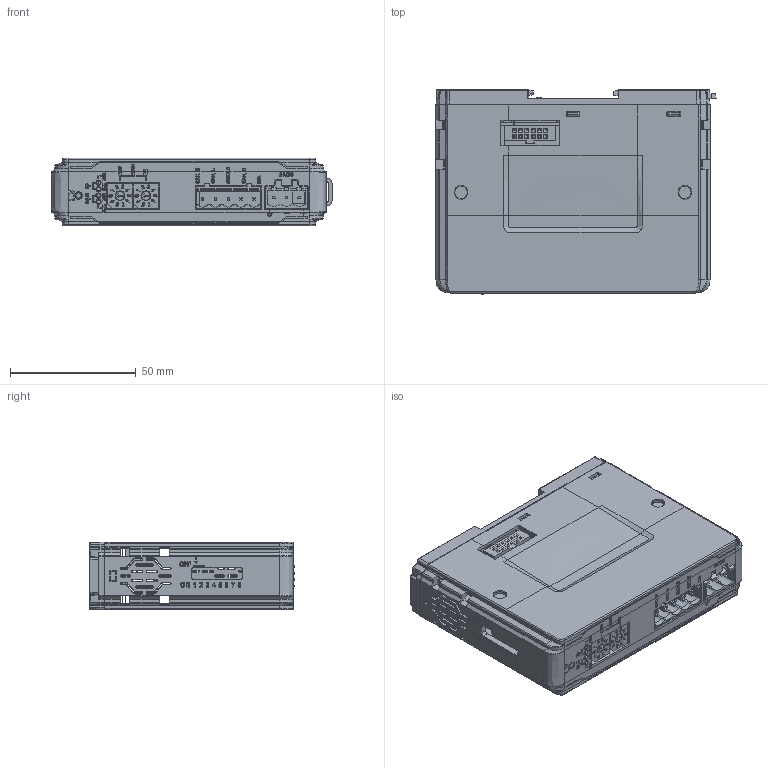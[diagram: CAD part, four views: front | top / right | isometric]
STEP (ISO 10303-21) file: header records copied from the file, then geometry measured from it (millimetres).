
FILE_DESCRIPTION (( 'STEP AP214' ), '1' );
FILE_NAME ('iR-COP_221006.STEP', '2022-11-08T01:38:08', ( '' ), ( '' ), 'SwSTEP 2.0', 'SolidWorks 2019', '' );
FILE_SCHEMA (( 'AUTOMOTIVE_DESIGN' ));
Length unit declared in the file: millimetre
Products named in the file (1): iR-COP_221006
Bounding box: 111.4 x 81.42 x 27 mm (x, y, z)
Surface area: 69016.3 mm2 (no closed solid volume)
Topology: 0 solids, 41 shells, 1610 faces, 6722 edges, 5175 vertices
Faces by surface type: plane 1079, cone 237, cylinder 181, bspline 76, torus 34, sphere 3
Full cylindrical faces by diameter (mm): 1 x3, 3.5 x2, 3.9 x2
Entity records: 97721 total; most frequent: CARTESIAN_POINT 27183, ORIENTED_EDGE 11033, DIRECTION 9365, EDGE_CURVE 6683, VERTEX_POINT 5168, VECTOR 4565, LINE 4565, AXIS2_PLACEMENT_3D 2400
